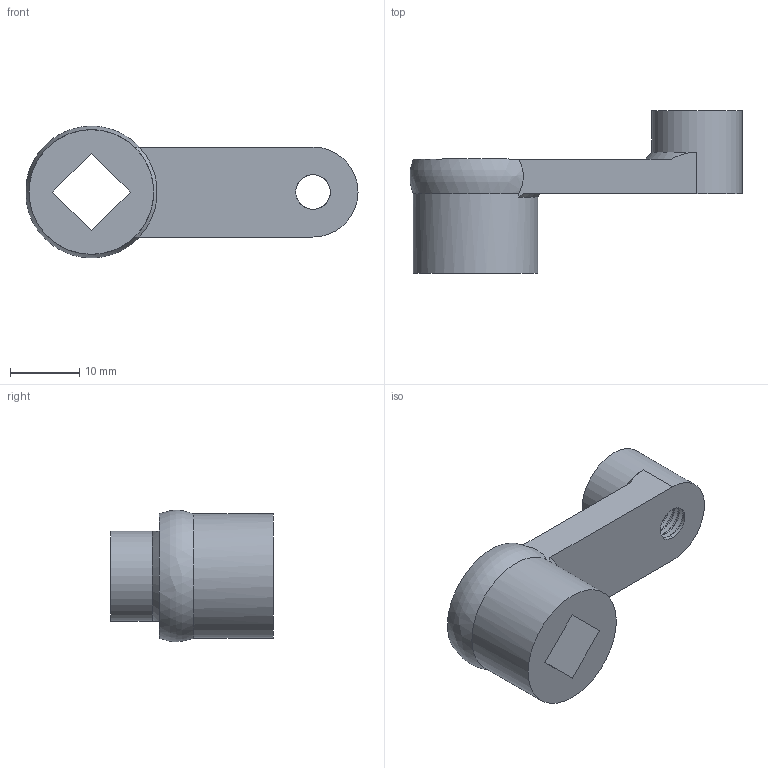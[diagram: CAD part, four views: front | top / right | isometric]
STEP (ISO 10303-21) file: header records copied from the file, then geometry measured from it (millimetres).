
FILE_DESCRIPTION(/* description */ (''),/* implementation_level */ '2;1');
FILE_NAME(/* name */ 'QB_32_N',/* time_stamp */ '2012-11-23T16:42:10+08:00',/* author */ (''),/* organization */ (''),/* preprocessor_version */ 'ST-DEVELOPER v9',/* originating_system */ 'UGS - NX 4.0',/* authorisation */ '');
FILE_SCHEMA (('CONFIG_CONTROL_DESIGN'));
Length unit declared in the file: millimetre
Products named in the file (1): Admi0421xmu3
Bounding box: 47.94 x 23.5 x 18.99 mm (x, y, z)
Volume: 5700 mm3; surface area: 3446 mm2
Topology: 1 solids, 1 shells, 30 faces, 84 edges, 56 vertices
Faces by surface type: cylinder 14, plane 11, bspline 3, cone 2
Full cylindrical faces by diameter (mm): 13 x1, 18 x1
Entity records: 4117 total; most frequent: CARTESIAN_POINT 3313, ORIENTED_EDGE 166, DIRECTION 117, EDGE_CURVE 83, VERTEX_POINT 58, AXIS2_PLACEMENT_3D 42, EDGE_LOOP 37, B_SPLINE_CURVE_WITH_KNOTS 35
